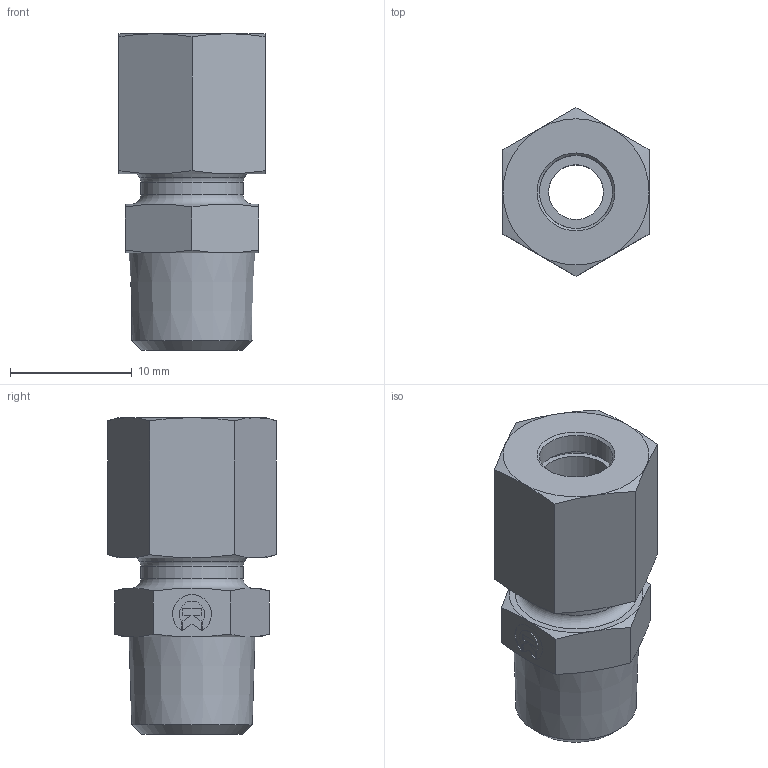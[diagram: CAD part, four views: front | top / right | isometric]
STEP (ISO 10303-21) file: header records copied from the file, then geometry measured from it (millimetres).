
FILE_DESCRIPTION((''),'2;1');
FILE_NAME('02000061010.stp','2014-09-18T09:52:48',(''),('KNOMI spol. s r. o.'),'Autodesk Inventor 2012','Autodesk Inventor 2012','');
FILE_SCHEMA(('AUTOMOTIVE_DESIGN { 1 2 10303 214 0 1 1 1 }'));
Length unit declared in the file: millimetre
Products named in the file (4): PHCM1K 6LLMkuž M10x1kuž/M10x1; 01000 06 1010; 40006; 3900610
Assembly tree (3 placements, depth 2):
  PHCM1K 6LLMkuž M10x1kuž/M10x1
    01000 06 1010
    40006
    3900610
Bounding box: 12 x 13.86 x 26 mm (x, y, z)
Volume: 2102.7 mm3; surface area: 2336.7 mm2
Topology: 3 solids, 3 shells, 104 faces, 238 edges, 147 vertices
Faces by surface type: plane 51, cone 37, cylinder 13, torus 3
Full cylindrical faces by diameter (mm): 4.5 x1, 6 x3, 7.5 x1, 8 x1, 8.4 x1, 8.917 x1, 10 x1
Entity records: 2885 total; most frequent: CARTESIAN_POINT 553, DIRECTION 444, ORIENTED_EDGE 412, EDGE_CURVE 206, AXIS2_PLACEMENT_3D 175, EDGE_LOOP 142, VERTEX_POINT 140, STYLED_ITEM 105
